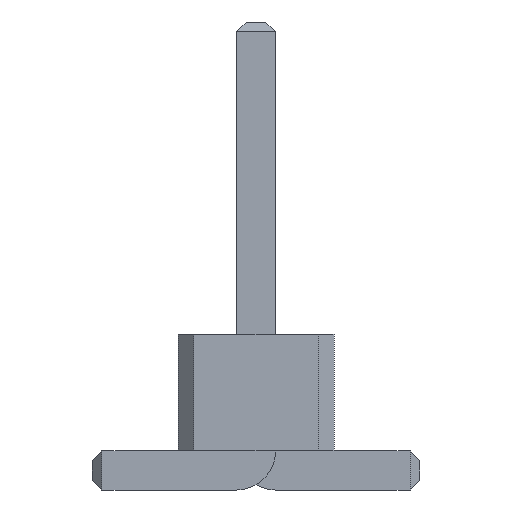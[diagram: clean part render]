
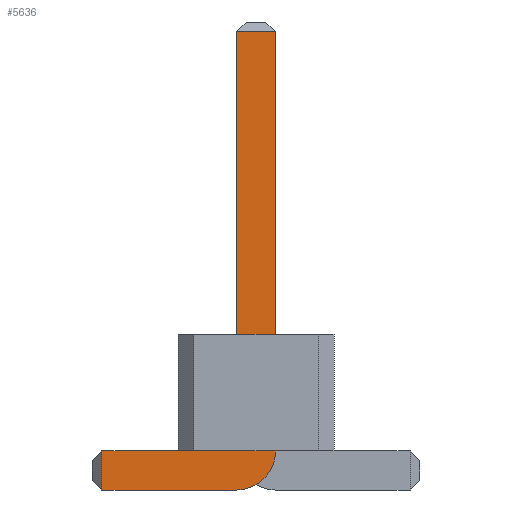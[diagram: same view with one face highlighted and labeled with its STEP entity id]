
A CAD part, front view. The second image highlights one B-rep face of the part: STEP entity #5636.
In plain terms, the highlighted planar face has unit normal (0, -1, 0).
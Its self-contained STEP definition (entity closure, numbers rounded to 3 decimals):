
#13=DIRECTION('',(0.,0.,1.));
#27=VECTOR('',#13,1.);
#56=DIRECTION('',(0.,-1.,0.));
#67=DIRECTION('',(1.,0.,0.));
#1181=VECTOR('',#67,1.);
#1234=DIRECTION('',(-1.,0.,0.));
#2345=VECTOR('',#1234,1.);
#2519=DIRECTION('',(0.,0.,-1.));
#2536=VECTOR('',#2519,1.);
#5491=DIRECTION('',(0.,-1.,0.));
#5492=DIRECTION('',(-1.,0.,0.));
#5499=VERTEX_POINT('',#5500);
#5500=CARTESIAN_POINT('',(-1.975,-19.25,0.));
#5502=ORIENTED_EDGE('',*,*,#5503,.T.);
#5503=EDGE_CURVE('',#5499,#5504,#5506,.T.);
#5504=VERTEX_POINT('',#5505);
#5505=CARTESIAN_POINT('',(-0.25,-19.25,0.));
#5506=LINE('',#5507,#1181);
#5507=CARTESIAN_POINT('',(-2.1,-19.25,0.));
#5539=VERTEX_POINT('',#5540);
#5540=CARTESIAN_POINT('',(0.25,-19.25,0.5));
#5543=EDGE_CURVE('',#5504,#5539,#5544,.T.);
#5544=CIRCLE('',#5545,0.5);
#5545=AXIS2_PLACEMENT_3D('',#5546,#56,#2519);
#5546=CARTESIAN_POINT('',(-0.25,-19.25,0.5));
#5554=VERTEX_POINT('',#5546);
#5556=ORIENTED_EDGE('',*,*,#5557,.T.);
#5557=EDGE_CURVE('',#5554,#5558,#5560,.T.);
#5558=VERTEX_POINT('',#5559);
#5559=CARTESIAN_POINT('',(-1.975,-19.25,0.5));
#5560=LINE('',#5546,#2345);
#5570=ORIENTED_EDGE('',*,*,#5571,.T.);
#5571=EDGE_CURVE('',#5539,#5572,#5574,.T.);
#5572=VERTEX_POINT('',#5573);
#5573=CARTESIAN_POINT('',(0.25,-19.25,5.875));
#5574=LINE('',#5575,#27);
#5575=CARTESIAN_POINT('',(0.25,-19.25,0.));
#5587=VERTEX_POINT('',#5588);
#5588=CARTESIAN_POINT('',(-0.25,-19.25,5.875));
#5590=ORIENTED_EDGE('',*,*,#5591,.T.);
#5591=EDGE_CURVE('',#5587,#5554,#5592,.T.);
#5592=LINE('',#5593,#2536);
#5593=CARTESIAN_POINT('',(-0.25,-19.25,6.));
#5636=ADVANCED_FACE('',(#5637),#5646,.T.);
#5637=FACE_BOUND('',#5638,.T.);
#5638=EDGE_LOOP('',(#5502,#5639,#5570,#5640,#5590,#5556,#5643));
#5639=ORIENTED_EDGE('',*,*,#5543,.T.);
#5640=ORIENTED_EDGE('',*,*,#5641,.T.);
#5641=EDGE_CURVE('',#5572,#5587,#5642,.T.);
#5642=LINE('',#5573,#2345);
#5643=ORIENTED_EDGE('',*,*,#5644,.T.);
#5644=EDGE_CURVE('',#5558,#5499,#5645,.T.);
#5645=LINE('',#5559,#2536);
#5646=PLANE('',#5647);
#5647=AXIS2_PLACEMENT_3D('',#5648,#5491,#5492);
#5648=CARTESIAN_POINT('',(-0.316,-19.25,2.391));
